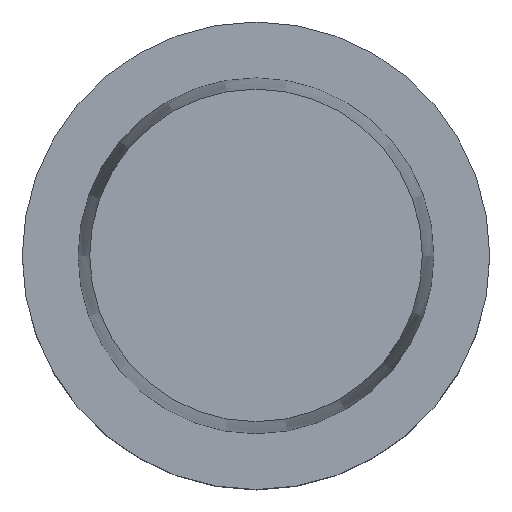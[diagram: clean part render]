
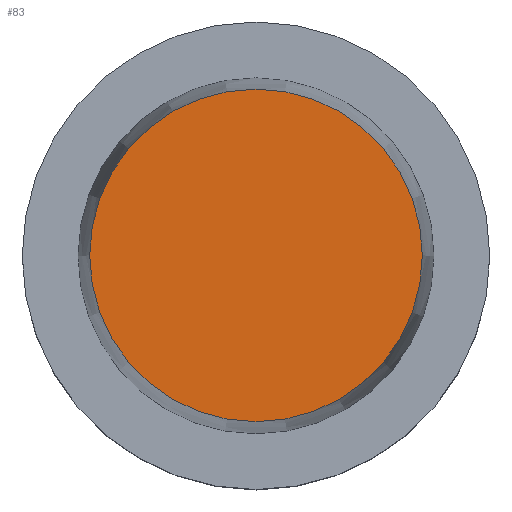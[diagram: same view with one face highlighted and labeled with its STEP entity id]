
A CAD part, top view. The second image highlights one B-rep face of the part: STEP entity #83.
In plain terms, the highlighted planar face has unit normal (0, 0, 1).
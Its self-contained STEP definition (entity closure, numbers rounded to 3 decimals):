
#83=ADVANCED_FACE('',(#91),#89,.T.);
#89=PLANE('',#219);
#91=FACE_OUTER_BOUND('',#119,.T.);
#119=EDGE_LOOP('',(#147));
#147=ORIENTED_EDGE('',*,*,#175,.F.);
#161=VERTEX_POINT('',#321);
#175=EDGE_CURVE('',#161,#161,#189,.T.);
#189=CIRCLE('',#217,14.207);
#217=AXIS2_PLACEMENT_3D('',#320,#274,#275);
#219=AXIS2_PLACEMENT_3D('',#323,#278,#279);
#274=DIRECTION('',(0.0,0.0,-1.0));
#275=DIRECTION('',(-1.0,0.0,0.0));
#278=DIRECTION('',(0.0,0.0,1.0));
#279=DIRECTION('',(1.0,0.0,0.0));
#320=CARTESIAN_POINT('',(0.0,0.,19.9));
#321=CARTESIAN_POINT('',(-14.207,0.,19.9));
#323=CARTESIAN_POINT('',(0.0,14.207,19.9));
